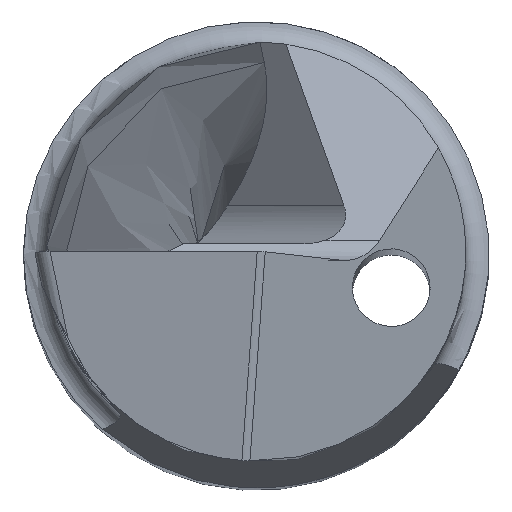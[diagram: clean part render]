
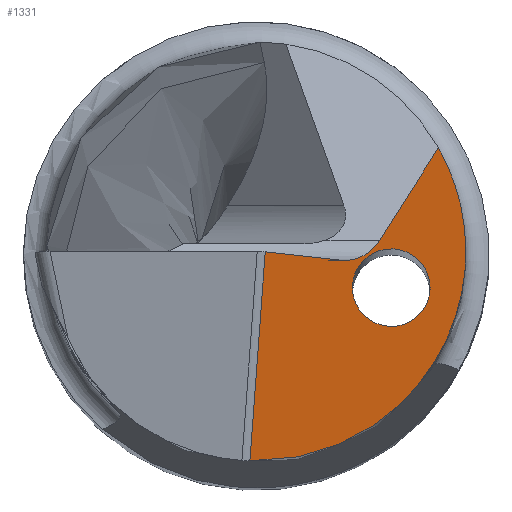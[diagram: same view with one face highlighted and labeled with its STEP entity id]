
A CAD part, top view. The second image highlights one B-rep face of the part: STEP entity #1331.
In plain terms, the highlighted planar face has unit normal (0.696, -0.174, 0.696).
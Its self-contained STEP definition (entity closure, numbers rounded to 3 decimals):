
#24 = CARTESIAN_POINT ( 'NONE',  ( 0.927, -0.905, 45.912 ) ) ;
#34 = VECTOR ( 'NONE', #236, 1000. ) ;
#155 = EDGE_CURVE ( 'NONE', #1004, #203, #496, .T. ) ;
#169 = ORIENTED_EDGE ( 'NONE', *, *, #155, .T. ) ;
#172 = VERTEX_POINT ( 'NONE', #898 ) ;
#203 = VERTEX_POINT ( 'NONE', #549 ) ;
#204 = CARTESIAN_POINT ( 'NONE',  ( 0.115, -0.008, 46.947 ) ) ;
#236 = DIRECTION ( 'NONE',  ( 0.072, 0.982, 0.173 ) ) ;
#274 = EDGE_LOOP ( 'NONE', ( #1076, #707, #605, #169, #383 ) ) ;
#363 = EDGE_CURVE ( 'NONE', #172, #172, #1470, .T. ) ;
#383 = ORIENTED_EDGE ( 'NONE', *, *, #1437, .F. ) ;
#462 = LINE ( 'NONE', #834, #34 ) ;
#478 = VERTEX_POINT ( 'NONE', #1478 ) ;
#496 =( BOUNDED_CURVE ( )  B_SPLINE_CURVE ( 3, ( #1240, #1477, #657, #645 ),
 .UNSPECIFIED., .F., .T. ) 
 B_SPLINE_CURVE_WITH_KNOTS ( ( 4, 4 ),
 ( 4.926, 7.045 ),
 .UNSPECIFIED. ) 
 CURVE ( )  GEOMETRIC_REPRESENTATION_ITEM ( )  RATIONAL_B_SPLINE_CURVE ( ( 1., 0.66, 0.66, 1. ) ) 
 REPRESENTATION_ITEM ( '' )  );
#504 = EDGE_CURVE ( 'NONE', #1416, #478, #1134, .T. ) ;
#513 = CARTESIAN_POINT ( 'NONE',  ( 0.034, 0.1, 47.056 ) ) ;
#535 = VERTEX_POINT ( 'NONE', #204 ) ;
#549 = CARTESIAN_POINT ( 'NONE',  ( 2.346, 1.336, 45.052 ) ) ;
#605 = ORIENTED_EDGE ( 'NONE', *, *, #878, .F. ) ;
#614 = VECTOR ( 'NONE', #808, 1000. ) ;
#616 = EDGE_CURVE ( 'NONE', #535, #1416, #701, .T. ) ;
#617 = PLANE ( 'NONE',  #1036 ) ;
#626 = LINE ( 'NONE', #24, #1132 ) ;
#645 = CARTESIAN_POINT ( 'NONE',  ( 2.346, 1.336, 45.052 ) ) ;
#657 = CARTESIAN_POINT ( 'NONE',  ( 3.524, -0.732, 43.358 ) ) ;
#701 = LINE ( 'NONE', #945, #614 ) ;
#707 = ORIENTED_EDGE ( 'NONE', *, *, #616, .F. ) ;
#727 = CARTESIAN_POINT ( 'NONE',  ( 1.982, -1.557, 44.694 ) ) ;
#742 = CARTESIAN_POINT ( 'NONE',  ( 1.109, -0.115, 45.926 ) ) ;
#768 = FACE_OUTER_BOUND ( 'NONE', #274, .T. ) ;
#787 = ORIENTED_EDGE ( 'NONE', *, *, #363, .F. ) ;
#808 = DIRECTION ( 'NONE',  ( 0.696, -0.075, -0.714 ) ) ;
#834 = CARTESIAN_POINT ( 'NONE',  ( 0.124, 0.109, 46.968 ) ) ;
#835 = CARTESIAN_POINT ( 'NONE',  ( 1.109, -0.115, 45.926 ) ) ;
#878 = EDGE_CURVE ( 'NONE', #1004, #535, #462, .T. ) ;
#882 = CARTESIAN_POINT ( 'NONE',  ( 1.495, 0.625, 45.725 ) ) ;
#898 = CARTESIAN_POINT ( 'NONE',  ( 2.224, -0.587, 44.694 ) ) ;
#945 = CARTESIAN_POINT ( 'NONE',  ( 0.016, 0.003, 47.049 ) ) ;
#951 = CARTESIAN_POINT ( 'NONE',  ( 1.477, -0.036, 45.579 ) ) ;
#996 = CARTESIAN_POINT ( 'NONE',  ( 1.012, -1.315, 45.725 ) ) ;
#1004 = VERTEX_POINT ( 'NONE', #1083 ) ;
#1036 = AXIS2_PLACEMENT_3D ( 'NONE', #513, #1232, #1349 ) ;
#1076 = ORIENTED_EDGE ( 'NONE', *, *, #504, .F. ) ;
#1083 = CARTESIAN_POINT ( 'NONE',  ( -0.082, -2.699, 46.474 ) ) ;
#1096 = FACE_BOUND ( 'NONE', #1329, .T. ) ;
#1132 = VECTOR ( 'NONE', #1326, 1000. ) ;
#1134 =( BOUNDED_CURVE ( )  B_SPLINE_CURVE ( 3, ( #835, #1521, #951, #1174 ),
 .UNSPECIFIED., .F., .T. ) 
 B_SPLINE_CURVE_WITH_KNOTS ( ( 4, 4 ),
 ( 1.222, 2.531 ),
 .UNSPECIFIED. ) 
 CURVE ( )  GEOMETRIC_REPRESENTATION_ITEM ( )  RATIONAL_B_SPLINE_CURVE ( ( 1., 0.862, 0.862, 1. ) ) 
 REPRESENTATION_ITEM ( '' )  );
#1174 = CARTESIAN_POINT ( 'NONE',  ( 1.588, 0.139, 45.511 ) ) ;
#1232 = DIRECTION ( 'NONE',  ( 0.696, -0.174, 0.696 ) ) ;
#1240 = CARTESIAN_POINT ( 'NONE',  ( -0.082, -2.699, 46.474 ) ) ;
#1326 = DIRECTION ( 'NONE',  ( 0.509, 0.804, -0.308 ) ) ;
#1329 = EDGE_LOOP ( 'NONE', ( #787 ) ) ;
#1331 = ADVANCED_FACE ( 'NONE', ( #1096, #768 ), #617, .T. ) ;
#1332 = CARTESIAN_POINT ( 'NONE',  ( 2.224, -0.587, 44.694 ) ) ;
#1348 = CARTESIAN_POINT ( 'NONE',  ( 2.466, 0.383, 44.694 ) ) ;
#1349 = DIRECTION ( 'NONE',  ( -0.707, 0., 0.707 ) ) ;
#1416 = VERTEX_POINT ( 'NONE', #742 ) ;
#1437 = EDGE_CURVE ( 'NONE', #478, #203, #626, .T. ) ;
#1444 = CARTESIAN_POINT ( 'NONE',  ( 1.254, -0.345, 45.725 ) ) ;
#1450 = CARTESIAN_POINT ( 'NONE',  ( 2.224, -0.587, 44.694 ) ) ;
#1470 =( BOUNDED_CURVE ( )  B_SPLINE_CURVE ( 3, ( #1332, #1348, #882, #1444, #996, #727, #1450 ),
 .UNSPECIFIED., .T., .T. ) 
 B_SPLINE_CURVE_WITH_KNOTS ( ( 4, 3, 4 ),
 ( 0., 3.142, 6.283 ),
 .UNSPECIFIED. ) 
 CURVE ( )  GEOMETRIC_REPRESENTATION_ITEM ( )  RATIONAL_B_SPLINE_CURVE ( ( 1., 0.333, 0.333, 1., 0.333, 0.333, 1. ) ) 
 REPRESENTATION_ITEM ( '' )  );
#1477 = CARTESIAN_POINT ( 'NONE',  ( 2.297, -2.771, 44.076 ) ) ;
#1478 = CARTESIAN_POINT ( 'NONE',  ( 1.588, 0.139, 45.511 ) ) ;
#1521 = CARTESIAN_POINT ( 'NONE',  ( 1.292, -0.135, 45.739 ) ) ;
